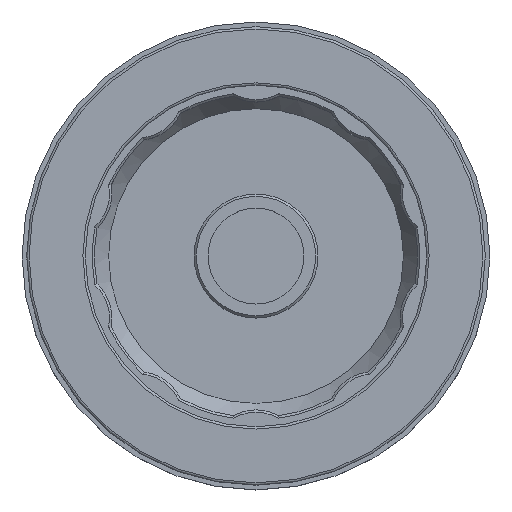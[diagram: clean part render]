
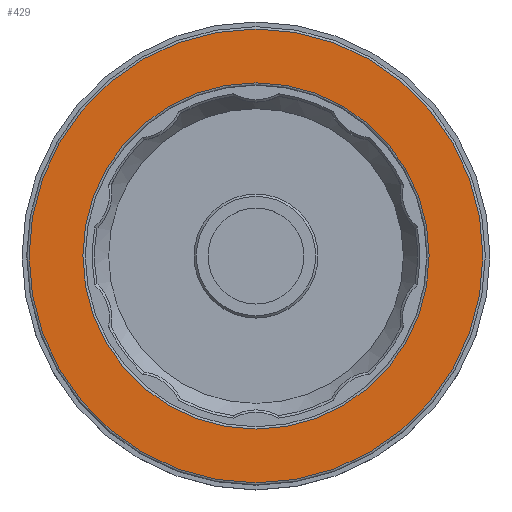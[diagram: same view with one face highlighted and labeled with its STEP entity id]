
A CAD part, top view. The second image highlights one B-rep face of the part: STEP entity #429.
In plain terms, the highlighted planar face has unit normal (0, 0, 1).
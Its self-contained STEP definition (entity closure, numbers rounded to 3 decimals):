
#429 = ADVANCED_FACE( '', ( #994, #995 ), #996, .F. );
#994 = FACE_BOUND( '', #2342, .T. );
#995 = FACE_OUTER_BOUND( '', #2343, .T. );
#996 = PLANE( '', #2344 );
#2342 = EDGE_LOOP( '', ( #5019 ) );
#2343 = EDGE_LOOP( '', ( #5020 ) );
#2344 = AXIS2_PLACEMENT_3D( '', #5021, #5022, #5023 );
#5019 = ORIENTED_EDGE( '', *, *, #6496, .T. );
#5020 = ORIENTED_EDGE( '', *, *, #6497, .T. );
#5021 = CARTESIAN_POINT( '', ( 0., 98., 52.405 ) );
#5022 = DIRECTION( '', ( 0., 0., -1. ) );
#5023 = DIRECTION( '', ( -1., 0., 0. ) );
#6496 = EDGE_CURVE( '', #7484, #7484, #7485, .T. );
#6497 = EDGE_CURVE( '', #7486, #7486, #7487, .F. );
#7484 = VERTEX_POINT( '', #11356 );
#7485 = CIRCLE( '', #11357, 74. );
#7486 = VERTEX_POINT( '', #11358 );
#7487 = CIRCLE( '', #11359, 97. );
#11356 = CARTESIAN_POINT( '', ( -74., 0., 52.405 ) );
#11357 = AXIS2_PLACEMENT_3D( '', #15305, #15306, #15307 );
#11358 = CARTESIAN_POINT( '', ( -97., 0., 52.405 ) );
#11359 = AXIS2_PLACEMENT_3D( '', #15308, #15309, #15310 );
#15305 = CARTESIAN_POINT( '', ( 0., 0., 52.405 ) );
#15306 = DIRECTION( '', ( 0., 0., -1. ) );
#15307 = DIRECTION( '', ( -1., 0., 0. ) );
#15308 = CARTESIAN_POINT( '', ( 0., 0., 52.405 ) );
#15309 = DIRECTION( '', ( 0., 0., -1. ) );
#15310 = DIRECTION( '', ( -1., 0., 0. ) );
